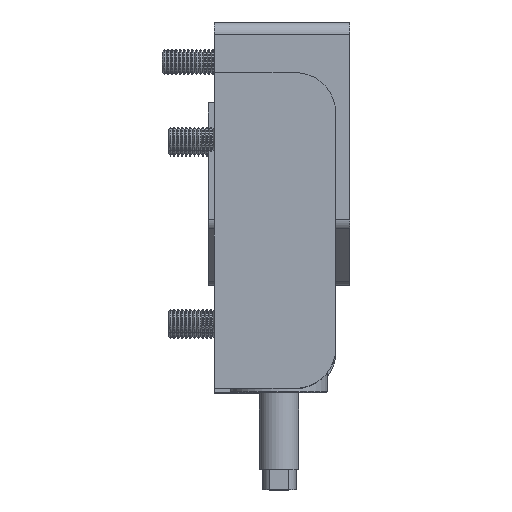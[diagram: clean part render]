
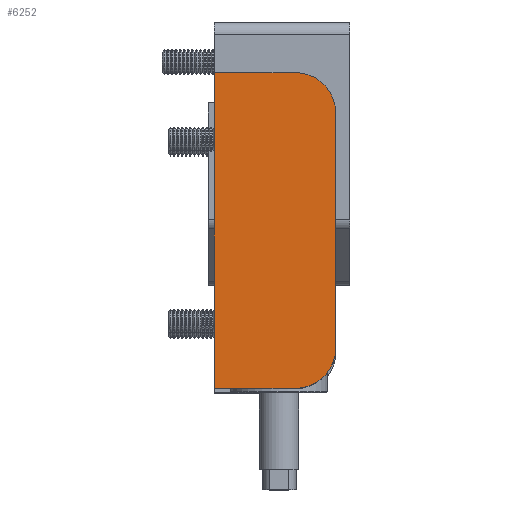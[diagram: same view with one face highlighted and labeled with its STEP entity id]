
A CAD part, top view. The second image highlights one B-rep face of the part: STEP entity #6252.
In plain terms, the highlighted planar face has unit normal (0, 0, 1).
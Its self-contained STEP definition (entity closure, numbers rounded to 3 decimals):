
#110 = VERTEX_POINT ( 'NONE', #6739 ) ;
#464 = CARTESIAN_POINT ( 'NONE',  ( 39., -15., 35. ) ) ;
#537 = VERTEX_POINT ( 'NONE', #5193 ) ;
#996 = VECTOR ( 'NONE', #5055, 1000. ) ;
#1243 = CARTESIAN_POINT ( 'NONE',  ( 39., 5., 35. ) ) ;
#1312 = DIRECTION ( 'NONE',  ( 0., 0., -1. ) ) ;
#1434 = CARTESIAN_POINT ( 'NONE',  ( -39., -15., 35. ) ) ;
#1701 = LINE ( 'NONE', #5587, #3164 ) ;
#1934 = DIRECTION ( 'NONE',  ( -1., 0., 0. ) ) ;
#2054 = ORIENTED_EDGE ( 'NONE', *, *, #3923, .T. ) ;
#2218 = DIRECTION ( 'NONE',  ( 0., 0., 1. ) ) ;
#2409 = ORIENTED_EDGE ( 'NONE', *, *, #8829, .T. ) ;
#2495 = ORIENTED_EDGE ( 'NONE', *, *, #3090, .T. ) ;
#2710 = LINE ( 'NONE', #4431, #996 ) ;
#2897 = DIRECTION ( 'NONE',  ( -1., 0., 0. ) ) ;
#2985 = DIRECTION ( 'NONE',  ( -1., 0., 0. ) ) ;
#3090 = EDGE_CURVE ( 'NONE', #3699, #7867, #2710, .T. ) ;
#3164 = VECTOR ( 'NONE', #7341, 1000. ) ;
#3699 = VERTEX_POINT ( 'NONE', #464 ) ;
#3802 = EDGE_CURVE ( 'NONE', #7867, #7049, #9601, .T. ) ;
#3923 = EDGE_CURVE ( 'NONE', #110, #537, #7099, .T. ) ;
#4000 = VECTOR ( 'NONE', #4590, 1000. ) ;
#4286 = CARTESIAN_POINT ( 'NONE',  ( 29., 5., 35. ) ) ;
#4431 = CARTESIAN_POINT ( 'NONE',  ( 39., -15., 35. ) ) ;
#4481 = LINE ( 'NONE', #9050, #9829 ) ;
#4590 = DIRECTION ( 'NONE',  ( 1., 0., 0. ) ) ;
#4634 = AXIS2_PLACEMENT_3D ( 'NONE', #4286, #10019, #2897 ) ;
#4639 = EDGE_LOOP ( 'NONE', ( #7039, #2054, #2409, #6450, #2495, #6758 ) ) ;
#4824 = VERTEX_POINT ( 'NONE', #4869 ) ;
#4869 = CARTESIAN_POINT ( 'NONE',  ( -39., -15., 35. ) ) ;
#5055 = DIRECTION ( 'NONE',  ( 0., 1., 0. ) ) ;
#5193 = CARTESIAN_POINT ( 'NONE',  ( -39., 5., 35. ) ) ;
#5351 = PLANE ( 'NONE',  #8339 ) ;
#5398 = DIRECTION ( 'NONE',  ( -1., 0., 0. ) ) ;
#5457 = AXIS2_PLACEMENT_3D ( 'NONE', #10220, #2218, #2985 ) ;
#5587 = CARTESIAN_POINT ( 'NONE',  ( -39., -15., 35. ) ) ;
#5724 = EDGE_CURVE ( 'NONE', #4824, #3699, #10103, .T. ) ;
#5881 = EDGE_CURVE ( 'NONE', #7049, #110, #4481, .T. ) ;
#6252 = ADVANCED_FACE ( 'NONE', ( #10032 ), #5351, .F. ) ;
#6450 = ORIENTED_EDGE ( 'NONE', *, *, #5724, .T. ) ;
#6739 = CARTESIAN_POINT ( 'NONE',  ( -29., 15., 35. ) ) ;
#6758 = ORIENTED_EDGE ( 'NONE', *, *, #3802, .T. ) ;
#7039 = ORIENTED_EDGE ( 'NONE', *, *, #5881, .T. ) ;
#7049 = VERTEX_POINT ( 'NONE', #8197 ) ;
#7099 = CIRCLE ( 'NONE', #5457, 10. ) ;
#7341 = DIRECTION ( 'NONE',  ( 0., -1., 0. ) ) ;
#7867 = VERTEX_POINT ( 'NONE', #1243 ) ;
#8197 = CARTESIAN_POINT ( 'NONE',  ( 29., 15., 35. ) ) ;
#8339 = AXIS2_PLACEMENT_3D ( 'NONE', #10129, #1312, #5398 ) ;
#8829 = EDGE_CURVE ( 'NONE', #537, #4824, #1701, .T. ) ;
#9050 = CARTESIAN_POINT ( 'NONE',  ( -39., 15., 35. ) ) ;
#9601 = CIRCLE ( 'NONE', #4634, 10. ) ;
#9829 = VECTOR ( 'NONE', #1934, 1000. ) ;
#10019 = DIRECTION ( 'NONE',  ( 0., 0., 1. ) ) ;
#10032 = FACE_OUTER_BOUND ( 'NONE', #4639, .T. ) ;
#10103 = LINE ( 'NONE', #1434, #4000 ) ;
#10129 = CARTESIAN_POINT ( 'NONE',  ( 0., 0., 35. ) ) ;
#10220 = CARTESIAN_POINT ( 'NONE',  ( -29., 5., 35. ) ) ;
